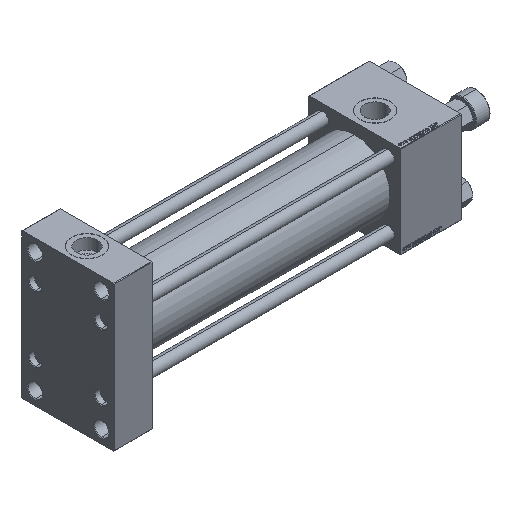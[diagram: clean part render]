
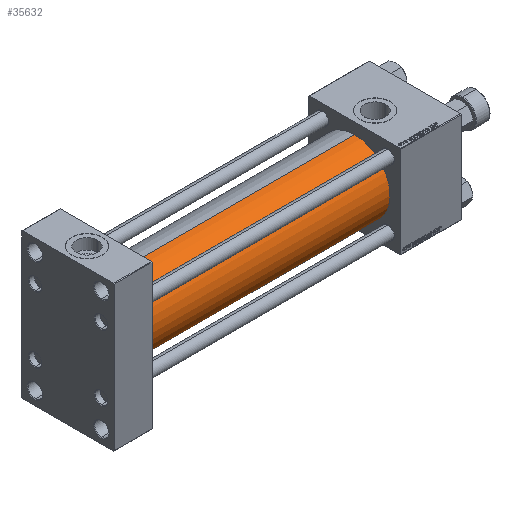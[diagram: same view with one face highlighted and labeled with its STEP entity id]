
A CAD part, isometric view. The second image highlights one B-rep face of the part: STEP entity #35632.
In plain terms, the highlighted cylindrical face has radius 34.5 mm (diameter 69 mm), a partial arc.
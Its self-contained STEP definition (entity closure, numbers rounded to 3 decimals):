
#79 = DIRECTION ( 'NONE',  ( 1., 0., 0. ) ) ;
#299 = AXIS2_PLACEMENT_3D ( 'NONE', #35722, #79, #16298 ) ;
#808 = CARTESIAN_POINT ( 'NONE',  ( 280., 0., 34.5 ) ) ;
#2176 = DIRECTION ( 'NONE',  ( 0., 0., 1. ) ) ;
#3298 = EDGE_LOOP ( 'NONE', ( #25242, #37914, #10629, #4655 ) ) ;
#3816 = CIRCLE ( 'NONE', #50479, 34.5 ) ;
#4655 = ORIENTED_EDGE ( 'NONE', *, *, #14896, .T. ) ;
#6970 = DIRECTION ( 'NONE',  ( 1., 0., 0. ) ) ;
#7343 = VERTEX_POINT ( 'NONE', #40428 ) ;
#7357 = VECTOR ( 'NONE', #50442, 1000. ) ;
#10478 = CIRCLE ( 'NONE', #299, 34.5 ) ;
#10629 = ORIENTED_EDGE ( 'NONE', *, *, #31681, .T. ) ;
#14061 = VERTEX_POINT ( 'NONE', #28254 ) ;
#14132 = CYLINDRICAL_SURFACE ( 'NONE', #26583, 34.5 ) ;
#14896 = EDGE_CURVE ( 'NONE', #14061, #28612, #10478, .T. ) ;
#16298 = DIRECTION ( 'NONE',  ( 0., 0., 1. ) ) ;
#23103 = CARTESIAN_POINT ( 'NONE',  ( 37., 0., -34.5 ) ) ;
#25242 = ORIENTED_EDGE ( 'NONE', *, *, #47541, .F. ) ;
#25595 = CARTESIAN_POINT ( 'NONE',  ( 280., 0., -34.5 ) ) ;
#26583 = AXIS2_PLACEMENT_3D ( 'NONE', #37801, #45521, #2176 ) ;
#28254 = CARTESIAN_POINT ( 'NONE',  ( 37., 0., 34.5 ) ) ;
#28612 = VERTEX_POINT ( 'NONE', #23103 ) ;
#29253 = DIRECTION ( 'NONE',  ( -1., 0., 0. ) ) ;
#31681 = EDGE_CURVE ( 'NONE', #7343, #14061, #49447, .T. ) ;
#33190 = VERTEX_POINT ( 'NONE', #25595 ) ;
#34383 = DIRECTION ( 'NONE',  ( 0., 0., -1. ) ) ;
#35632 = ADVANCED_FACE ( 'NONE', ( #37533 ), #14132, .T. ) ;
#35722 = CARTESIAN_POINT ( 'NONE',  ( 37., 0., 0. ) ) ;
#37533 = FACE_OUTER_BOUND ( 'NONE', #3298, .T. ) ;
#37801 = CARTESIAN_POINT ( 'NONE',  ( 280., 0., 0. ) ) ;
#37914 = ORIENTED_EDGE ( 'NONE', *, *, #38555, .F. ) ;
#38555 = EDGE_CURVE ( 'NONE', #7343, #33190, #3816, .T. ) ;
#39029 = CARTESIAN_POINT ( 'NONE',  ( 280., 0., -34.5 ) ) ;
#40428 = CARTESIAN_POINT ( 'NONE',  ( 280., 0., 34.5 ) ) ;
#43283 = LINE ( 'NONE', #39029, #7357 ) ;
#43414 = CARTESIAN_POINT ( 'NONE',  ( 280., 0., 0. ) ) ;
#45521 = DIRECTION ( 'NONE',  ( -1., 0., 0. ) ) ;
#47541 = EDGE_CURVE ( 'NONE', #33190, #28612, #43283, .T. ) ;
#49447 = LINE ( 'NONE', #808, #52577 ) ;
#50442 = DIRECTION ( 'NONE',  ( -1., 0., 0. ) ) ;
#50479 = AXIS2_PLACEMENT_3D ( 'NONE', #43414, #6970, #34383 ) ;
#52577 = VECTOR ( 'NONE', #29253, 1000. ) ;
